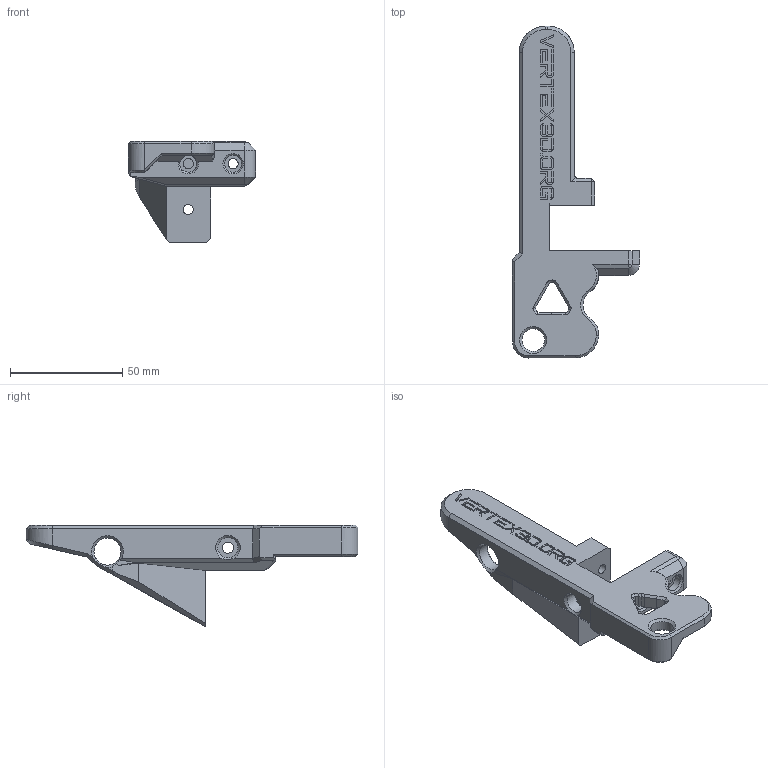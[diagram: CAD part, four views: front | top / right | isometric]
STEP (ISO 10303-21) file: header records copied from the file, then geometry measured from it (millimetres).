
FILE_DESCRIPTION(/* description */ (''),/* implementation_level */ '2;1');
FILE_NAME(/* name */ 'Z_top_reinforcement_left.step',/* time_stamp */ '2021-05-15T11:41:46+02:00',/* author */ (''),/* organization */ (''),/* preprocessor_version */ 'ST-DEVELOPER v18.1',/* originating_system */ 'Autodesk Translation Framework v10.6.0.1341',/* authorisation */ '');
FILE_SCHEMA (('AUTOMOTIVE_DESIGN { 1 0 10303 214 3 1 1 }'));
Length unit declared in the file: millimetre
Products named in the file (1): Z_reinforcement_left
Bounding box: 56.65 x 147.99 x 45.2 mm (x, y, z)
Volume: 60403.3 mm3; surface area: 20000.2 mm2
Topology: 1 solids, 1 shells, 465 faces, 1273 edges, 831 vertices
Faces by surface type: bspline 265, plane 136, cylinder 38, cone 26
Full cylindrical faces by diameter (mm): 4.5 x4, 5 x1, 7.5 x4, 9 x1, 10 x1, 10.1 x1, 10.274 x4, 12.1 x2, 12.227 x3
Entity records: 18093 total; most frequent: CARTESIAN_POINT 8715, ORIENTED_EDGE 2546, EDGE_CURVE 1273, DIRECTION 1173, VERTEX_POINT 831, LINE 573, VECTOR 573, EDGE_LOOP 504
